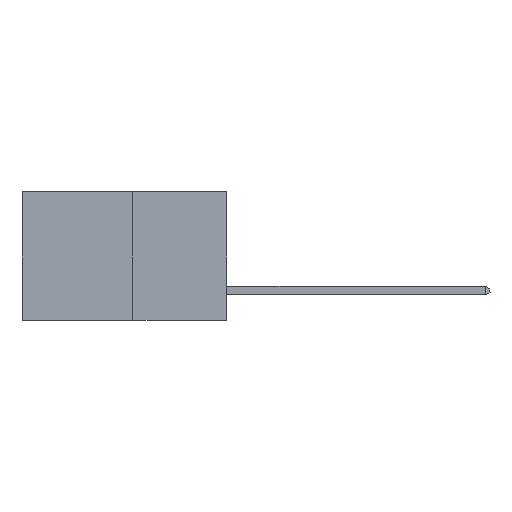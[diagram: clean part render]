
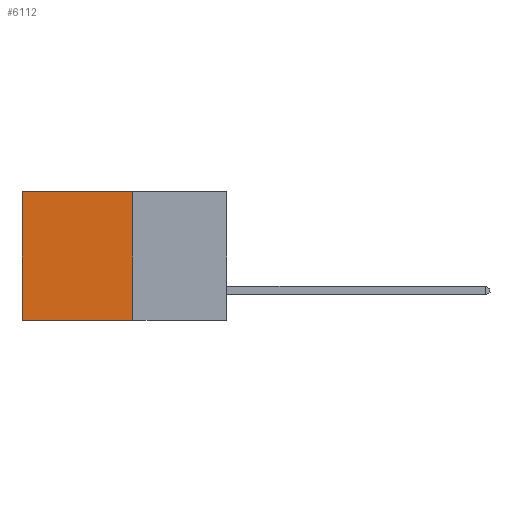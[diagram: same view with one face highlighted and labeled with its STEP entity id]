
A CAD part, left-side view. The second image highlights one B-rep face of the part: STEP entity #6112.
In plain terms, the highlighted planar face has unit normal (-1, 0, 0).
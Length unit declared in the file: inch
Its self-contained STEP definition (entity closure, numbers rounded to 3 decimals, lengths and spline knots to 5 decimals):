
#49 = CARTESIAN_POINT ( 'NONE',  ( 0.277, 0.27, -0.37 ) ) ;
#1392 = DIRECTION ( 'NONE',  ( 0., 0., -1. ) ) ;
#2241 = LINE ( 'NONE', #49, #8878 ) ;
#2337 = VERTEX_POINT ( 'NONE', #10411 ) ;
#2375 = CARTESIAN_POINT ( 'NONE',  ( 0.277, 0.59, -0.37 ) ) ;
#2635 = VERTEX_POINT ( 'NONE', #9178 ) ;
#2669 = DIRECTION ( 'NONE',  ( 0., 1., 0. ) ) ;
#3055 = CARTESIAN_POINT ( 'NONE',  ( 0.277, 0.27, -0.37 ) ) ;
#3280 = VECTOR ( 'NONE', #6416, 39.37008 ) ;
#4390 = DIRECTION ( 'NONE',  ( 1., 0., 0. ) ) ;
#4577 = ORIENTED_EDGE ( 'NONE', *, *, #15428, .F. ) ;
#5265 = ORIENTED_EDGE ( 'NONE', *, *, #7271, .T. ) ;
#5363 = CARTESIAN_POINT ( 'NONE',  ( 0.277, 0.27, 0. ) ) ;
#5419 = DIRECTION ( 'NONE',  ( 0., 1., 0. ) ) ;
#6112 = ADVANCED_FACE ( 'NONE', ( #13934 ), #11008, .F. ) ;
#6128 = CARTESIAN_POINT ( 'NONE',  ( 0.277, 0.27, 0. ) ) ;
#6215 = VECTOR ( 'NONE', #2669, 39.37008 ) ;
#6416 = DIRECTION ( 'NONE',  ( 0., 0., -1. ) ) ;
#7158 = VERTEX_POINT ( 'NONE', #6128 ) ;
#7271 = EDGE_CURVE ( 'NONE', #14840, #2337, #13458, .T. ) ;
#7511 = ORIENTED_EDGE ( 'NONE', *, *, #12554, .F. ) ;
#8206 = CARTESIAN_POINT ( 'NONE',  ( 0.277, 0.59, 0. ) ) ;
#8272 = EDGE_LOOP ( 'NONE', ( #5265, #4577, #7511, #13060 ) ) ;
#8878 = VECTOR ( 'NONE', #1392, 39.37008 ) ;
#9178 = CARTESIAN_POINT ( 'NONE',  ( 0.277, 0.27, -0.37 ) ) ;
#10411 = CARTESIAN_POINT ( 'NONE',  ( 0.277, 0.59, -0.37 ) ) ;
#11008 = PLANE ( 'NONE',  #15105 ) ;
#11468 = LINE ( 'NONE', #13344, #14594 ) ;
#12537 = EDGE_CURVE ( 'NONE', #7158, #14840, #14514, .T. ) ;
#12554 = EDGE_CURVE ( 'NONE', #7158, #2635, #2241, .T. ) ;
#13060 = ORIENTED_EDGE ( 'NONE', *, *, #12537, .T. ) ;
#13344 = CARTESIAN_POINT ( 'NONE',  ( 0.277, 0.27, -0.37 ) ) ;
#13458 = LINE ( 'NONE', #2375, #3280 ) ;
#13676 = DIRECTION ( 'NONE',  ( 0., 0., -1. ) ) ;
#13934 = FACE_OUTER_BOUND ( 'NONE', #8272, .T. ) ;
#14514 = LINE ( 'NONE', #5363, #6215 ) ;
#14594 = VECTOR ( 'NONE', #5419, 39.37008 ) ;
#14840 = VERTEX_POINT ( 'NONE', #8206 ) ;
#15105 = AXIS2_PLACEMENT_3D ( 'NONE', #3055, #4390, #13676 ) ;
#15428 = EDGE_CURVE ( 'NONE', #2635, #2337, #11468, .T. ) ;
